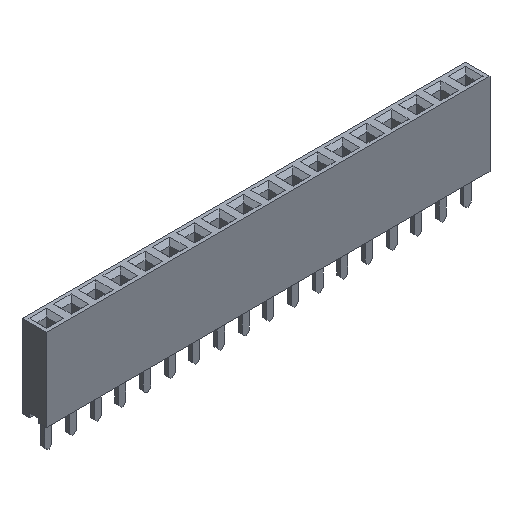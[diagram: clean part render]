
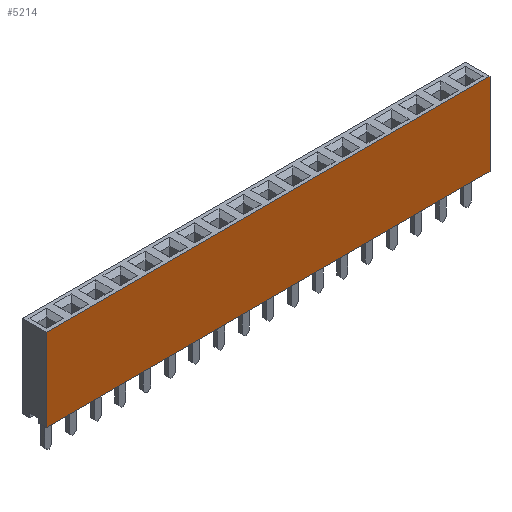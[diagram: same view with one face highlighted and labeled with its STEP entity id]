
A CAD part, isometric view. The second image highlights one B-rep face of the part: STEP entity #5214.
In plain terms, the highlighted planar face has unit normal (0, -1, 0).
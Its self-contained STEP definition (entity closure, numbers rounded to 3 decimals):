
#260=FACE_OUTER_BOUND('',#594,.T.);
#594=EDGE_LOOP('',(#4131,#4132,#4133,#4134));
#777=LINE('',#7156,#1485);
#854=LINE('',#7311,#1562);
#1105=LINE('',#7828,#1813);
#1109=LINE('',#7835,#1817);
#1485=VECTOR('',#5797,10.);
#1562=VECTOR('',#5882,10.);
#1813=VECTOR('',#6411,10.);
#1817=VECTOR('',#6419,10.);
#2175=VERTEX_POINT('',#7153);
#2176=VERTEX_POINT('',#7155);
#2250=VERTEX_POINT('',#7310);
#2377=VERTEX_POINT('',#7827);
#2641=EDGE_CURVE('',#2175,#2176,#777,.T.);
#2718=EDGE_CURVE('',#2176,#2250,#854,.T.);
#2969=EDGE_CURVE('',#2377,#2250,#1105,.T.);
#2973=EDGE_CURVE('',#2377,#2175,#1109,.T.);
#4131=ORIENTED_EDGE('',*,*,#2969,.T.);
#4132=ORIENTED_EDGE('',*,*,#2718,.F.);
#4133=ORIENTED_EDGE('',*,*,#2641,.F.);
#4134=ORIENTED_EDGE('',*,*,#2973,.F.);
#4898=PLANE('',#5563);
#5214=ADVANCED_FACE('',(#260),#4898,.T.);
#5563=AXIS2_PLACEMENT_3D('',#7904,#6491,#6492);
#5797=DIRECTION('',(1.,0.,0.));
#5882=DIRECTION('',(0.,0.,-1.));
#6411=DIRECTION('',(1.,0.,0.));
#6419=DIRECTION('',(0.,0.,1.));
#6491=DIRECTION('center_axis',(0.,-1.,0.));
#6492=DIRECTION('ref_axis',(1.,0.,0.));
#7153=CARTESIAN_POINT('',(-22.86,-1.25,8.6));
#7155=CARTESIAN_POINT('',(22.86,-1.25,8.6));
#7156=CARTESIAN_POINT('',(-22.86,-1.25,8.6));
#7310=CARTESIAN_POINT('',(22.86,-1.25,0.1));
#7311=CARTESIAN_POINT('',(22.86,-1.25,0.1));
#7827=CARTESIAN_POINT('',(-22.86,-1.25,0.1));
#7828=CARTESIAN_POINT('',(-22.86,-1.25,0.1));
#7835=CARTESIAN_POINT('',(-22.86,-1.25,0.1));
#7904=CARTESIAN_POINT('Origin',(-22.86,-1.25,0.1));
